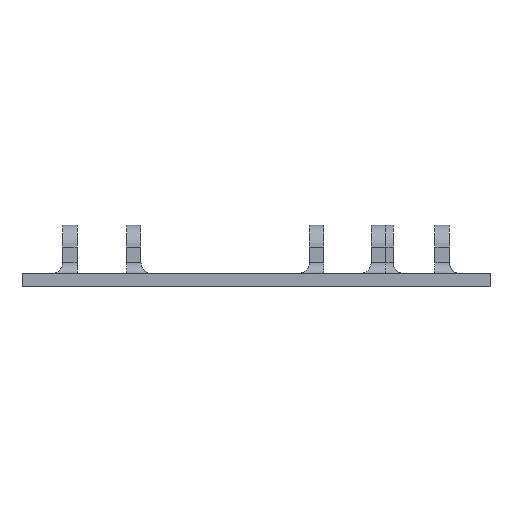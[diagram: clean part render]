
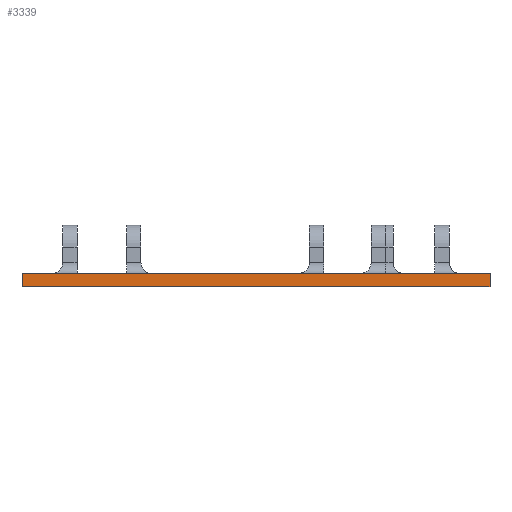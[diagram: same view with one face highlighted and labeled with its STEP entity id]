
A CAD part, front view. The second image highlights one B-rep face of the part: STEP entity #3339.
In plain terms, the highlighted planar face has unit normal (0, -1, 0).
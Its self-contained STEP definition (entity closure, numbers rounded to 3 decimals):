
#113 = EDGE_CURVE ( 'NONE', #1776, #910, #2025, .T. ) ;
#302 = VECTOR ( 'NONE', #3858, 1000. ) ;
#366 = VERTEX_POINT ( 'NONE', #657 ) ;
#657 = CARTESIAN_POINT ( 'NONE',  ( 212.5, -339.725, 6. ) ) ;
#910 = VERTEX_POINT ( 'NONE', #4962 ) ;
#1074 = CARTESIAN_POINT ( 'NONE',  ( 0., -339.725, 6. ) ) ;
#1235 = DIRECTION ( 'NONE',  ( 0., 1., 0. ) ) ;
#1240 = EDGE_CURVE ( 'NONE', #1776, #366, #4185, .T. ) ;
#1374 = AXIS2_PLACEMENT_3D ( 'NONE', #4390, #1235, #2210 ) ;
#1510 = DIRECTION ( 'NONE',  ( 0., 0., -1. ) ) ;
#1560 = CARTESIAN_POINT ( 'NONE',  ( 0., -339.725, 6. ) ) ;
#1752 = VECTOR ( 'NONE', #3823, 1000. ) ;
#1776 = VERTEX_POINT ( 'NONE', #1959 ) ;
#1959 = CARTESIAN_POINT ( 'NONE',  ( 0., -339.725, 6. ) ) ;
#2025 = LINE ( 'NONE', #1560, #2086 ) ;
#2086 = VECTOR ( 'NONE', #1510, 1000. ) ;
#2210 = DIRECTION ( 'NONE',  ( 0., 0., 1. ) ) ;
#2486 = EDGE_CURVE ( 'NONE', #366, #3084, #2722, .T. ) ;
#2511 = DIRECTION ( 'NONE',  ( 1., 0., 0. ) ) ;
#2633 = EDGE_CURVE ( 'NONE', #910, #3084, #2905, .T. ) ;
#2722 = LINE ( 'NONE', #4249, #302 ) ;
#2905 = LINE ( 'NONE', #4483, #4608 ) ;
#3084 = VERTEX_POINT ( 'NONE', #5107 ) ;
#3287 = PLANE ( 'NONE',  #1374 ) ;
#3339 = ADVANCED_FACE ( 'NONE', ( #4777 ), #3287, .F. ) ;
#3823 = DIRECTION ( 'NONE',  ( 1., 0., 0. ) ) ;
#3830 = ORIENTED_EDGE ( 'NONE', *, *, #113, .T. ) ;
#3858 = DIRECTION ( 'NONE',  ( 0., 0., -1. ) ) ;
#3987 = ORIENTED_EDGE ( 'NONE', *, *, #2486, .F. ) ;
#4185 = LINE ( 'NONE', #1074, #1752 ) ;
#4249 = CARTESIAN_POINT ( 'NONE',  ( 212.5, -339.725, 6. ) ) ;
#4390 = CARTESIAN_POINT ( 'NONE',  ( 0., -339.725, 6. ) ) ;
#4483 = CARTESIAN_POINT ( 'NONE',  ( 0., -339.725, 0. ) ) ;
#4542 = ORIENTED_EDGE ( 'NONE', *, *, #1240, .F. ) ;
#4608 = VECTOR ( 'NONE', #2511, 1000. ) ;
#4777 = FACE_OUTER_BOUND ( 'NONE', #4789, .T. ) ;
#4789 = EDGE_LOOP ( 'NONE', ( #4827, #3987, #4542, #3830 ) ) ;
#4827 = ORIENTED_EDGE ( 'NONE', *, *, #2633, .T. ) ;
#4962 = CARTESIAN_POINT ( 'NONE',  ( 0., -339.725, 0. ) ) ;
#5107 = CARTESIAN_POINT ( 'NONE',  ( 212.5, -339.725, 0. ) ) ;
